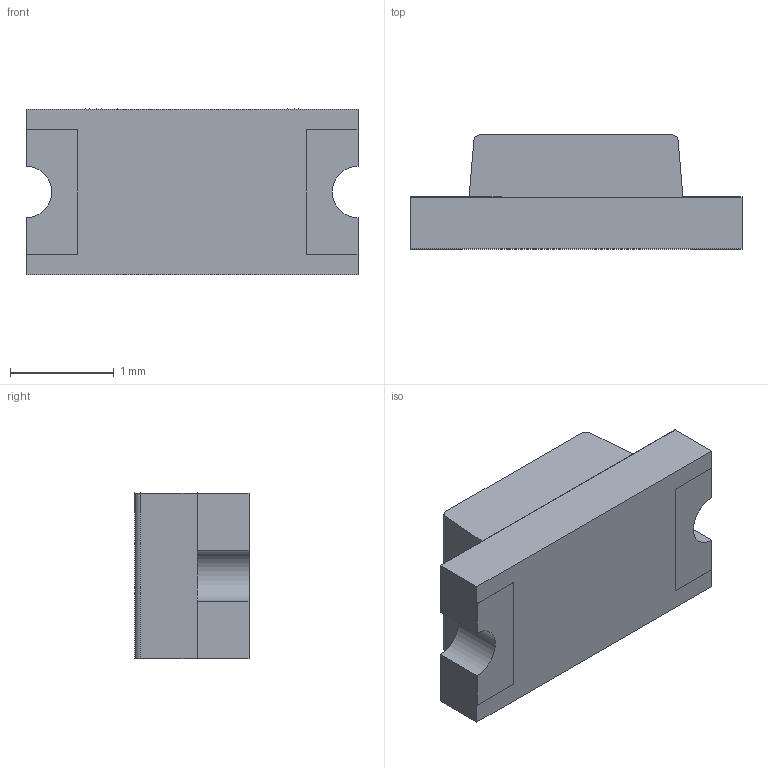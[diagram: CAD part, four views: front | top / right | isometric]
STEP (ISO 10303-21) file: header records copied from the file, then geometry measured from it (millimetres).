
FILE_DESCRIPTION (( 'STEP AP214' ), '1' );
FILE_NAME ('LTST-C150GKT.STEP', '2022-05-14T07:04:27', ( '' ), ( '' ), 'SwSTEP 2.0', 'SolidWorks 2018', '' );
FILE_SCHEMA (( 'AUTOMOTIVE_DESIGN' ));
Length unit declared in the file: millimetre
Products named in the file (1): LTST-C150GKT
Bounding box: 3.2 x 1.1 x 1.6 mm (x, y, z)
Volume: 4.4 mm3; surface area: 32.2 mm2
Topology: 9 solids, 9 shells, 68 faces, 150 edges, 100 vertices
Faces by surface type: plane 60, cylinder 8
Entity records: 2704 total; most frequent: CARTESIAN_POINT 319, DIRECTION 304, ORIENTED_EDGE 300, EDGE_CURVE 150, VECTOR 134, LINE 134, VERTEX_POINT 100, AXIS2_PLACEMENT_3D 85
